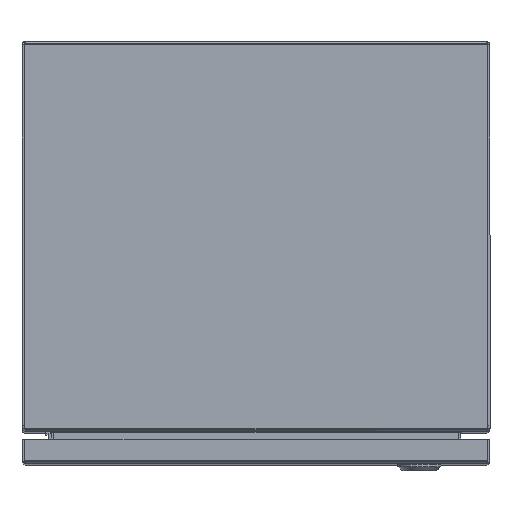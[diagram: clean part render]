
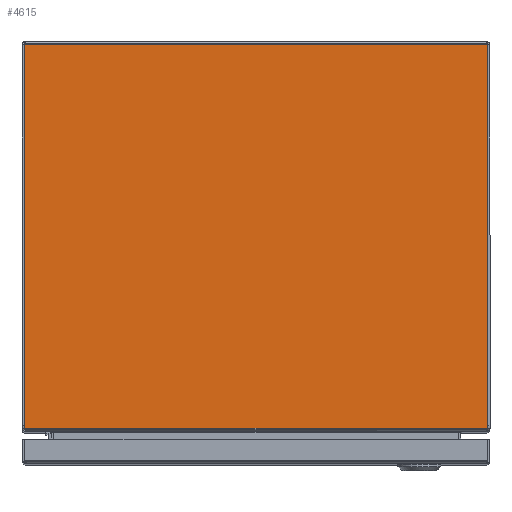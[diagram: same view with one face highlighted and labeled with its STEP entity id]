
A CAD part, top view. The second image highlights one B-rep face of the part: STEP entity #4615.
In plain terms, the highlighted planar face has unit normal (0, 0, 1).
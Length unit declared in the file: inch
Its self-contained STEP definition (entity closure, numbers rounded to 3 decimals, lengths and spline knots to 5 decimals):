
#436 = LINE ( 'NONE', #10615, #7531 ) ;
#628 = AXIS2_PLACEMENT_3D ( 'NONE', #8052, #11423, #11818 ) ;
#743 = DIRECTION ( 'NONE',  ( 0., 1., 0. ) ) ;
#750 = DIRECTION ( 'NONE',  ( 1., 0., 0. ) ) ;
#1210 = CARTESIAN_POINT ( 'NONE',  ( 5.94289, -0.057, 12. ) ) ;
#1678 = CARTESIAN_POINT ( 'NONE',  ( -5.94289, -9.85242, 12. ) ) ;
#1973 = EDGE_CURVE ( 'NONE', #3682, #6864, #2368, .T. ) ;
#1991 = CARTESIAN_POINT ( 'NONE',  ( 41.4415, -9.914, 12. ) ) ;
#2072 = DIRECTION ( 'NONE',  ( 0., -1., 0. ) ) ;
#2100 = DIRECTION ( 'NONE',  ( -1., 0., 0. ) ) ;
#2210 = EDGE_CURVE ( 'NONE', #4631, #9134, #10226, .T. ) ;
#2284 = FACE_OUTER_BOUND ( 'NONE', #18784, .T. ) ;
#2368 = LINE ( 'NONE', #13647, #19832 ) ;
#2391 = PLANE ( 'NONE',  #15873 ) ;
#2635 = DIRECTION ( 'NONE',  ( 0., -1., 0. ) ) ;
#2850 = CARTESIAN_POINT ( 'NONE',  ( 5.69289, -9.85242, 12. ) ) ;
#3682 = VERTEX_POINT ( 'NONE', #1678 ) ;
#3966 = CARTESIAN_POINT ( 'NONE',  ( 5.94289, -9.85242, 12. ) ) ;
#4441 = CIRCLE ( 'NONE', #628, 0.25 ) ;
#4615 = ADVANCED_FACE ( 'NONE', ( #2284 ), #2391, .F. ) ;
#4631 = VERTEX_POINT ( 'NONE', #10842 ) ;
#4761 = ORIENTED_EDGE ( 'NONE', *, *, #2210, .F. ) ;
#6085 = CIRCLE ( 'NONE', #8845, 0.25 ) ;
#6864 = VERTEX_POINT ( 'NONE', #17233 ) ;
#7042 = CARTESIAN_POINT ( 'NONE',  ( 41.4415, -0.057, 12. ) ) ;
#7294 = ORIENTED_EDGE ( 'NONE', *, *, #1973, .F. ) ;
#7531 = VECTOR ( 'NONE', #750, 39.37008 ) ;
#7805 = ORIENTED_EDGE ( 'NONE', *, *, #12181, .F. ) ;
#8052 = CARTESIAN_POINT ( 'NONE',  ( -5.69289, -9.85242, 12. ) ) ;
#8211 = EDGE_CURVE ( 'NONE', #9134, #3682, #4441, .T. ) ;
#8220 = VERTEX_POINT ( 'NONE', #15062 ) ;
#8845 = AXIS2_PLACEMENT_3D ( 'NONE', #2850, #15958, #2635 ) ;
#9134 = VERTEX_POINT ( 'NONE', #14667 ) ;
#9582 = EDGE_CURVE ( 'NONE', #8220, #18790, #17470, .T. ) ;
#10184 = ORIENTED_EDGE ( 'NONE', *, *, #10634, .F. ) ;
#10226 = LINE ( 'NONE', #1991, #18155 ) ;
#10615 = CARTESIAN_POINT ( 'NONE',  ( -5.914, -0.086, 12. ) ) ;
#10626 = DIRECTION ( 'NONE',  ( 0., 0., -1. ) ) ;
#10634 = EDGE_CURVE ( 'NONE', #18790, #4631, #6085, .T. ) ;
#10671 = ORIENTED_EDGE ( 'NONE', *, *, #9582, .F. ) ;
#10842 = CARTESIAN_POINT ( 'NONE',  ( 5.93519, -9.914, 12. ) ) ;
#11419 = ORIENTED_EDGE ( 'NONE', *, *, #8211, .F. ) ;
#11423 = DIRECTION ( 'NONE',  ( 0., 0., -1. ) ) ;
#11818 = DIRECTION ( 'NONE',  ( 0., -1., 0. ) ) ;
#12181 = EDGE_CURVE ( 'NONE', #6864, #8220, #436, .T. ) ;
#12820 = DIRECTION ( 'NONE',  ( 0., -1., 0. ) ) ;
#13647 = CARTESIAN_POINT ( 'NONE',  ( -5.94289, -0.057, 12. ) ) ;
#14427 = VECTOR ( 'NONE', #12820, 39.37008 ) ;
#14667 = CARTESIAN_POINT ( 'NONE',  ( -5.93519, -9.914, 12. ) ) ;
#15062 = CARTESIAN_POINT ( 'NONE',  ( 5.94289, -0.086, 12. ) ) ;
#15873 = AXIS2_PLACEMENT_3D ( 'NONE', #7042, #10626, #2072 ) ;
#15958 = DIRECTION ( 'NONE',  ( 0., 0., -1. ) ) ;
#17233 = CARTESIAN_POINT ( 'NONE',  ( -5.94289, -0.086, 12. ) ) ;
#17470 = LINE ( 'NONE', #1210, #14427 ) ;
#18155 = VECTOR ( 'NONE', #2100, 39.37008 ) ;
#18784 = EDGE_LOOP ( 'NONE', ( #11419, #4761, #10184, #10671, #7805, #7294 ) ) ;
#18790 = VERTEX_POINT ( 'NONE', #3966 ) ;
#19832 = VECTOR ( 'NONE', #743, 39.37008 ) ;
